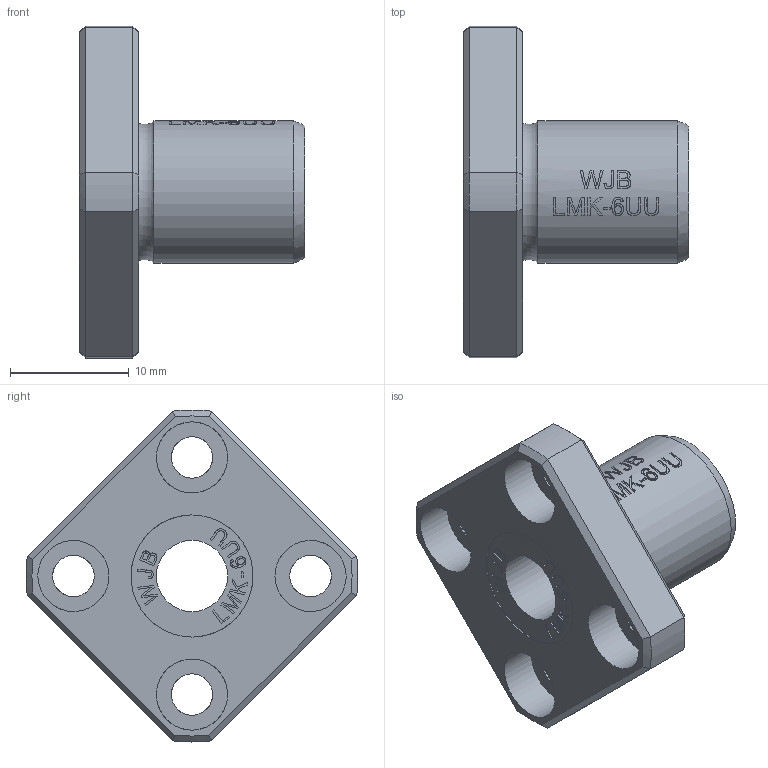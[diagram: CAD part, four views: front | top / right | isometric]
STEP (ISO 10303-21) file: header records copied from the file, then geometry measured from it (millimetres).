
FILE_DESCRIPTION(/* description */ (''),/* implementation_level */ '2;1');
FILE_NAME(/* name */ 'WJB-LMK-6UU.stp',/* time_stamp */ '2018-09-08T12:35:55+08:00',/* author */ (''),/* organization */ (''),/* preprocessor_version */ 'ST-DEVELOPER v11',/* originating_system */ 'SIEMENS UGS NX 6.0',/* authorisation */ '');
FILE_SCHEMA (('CONFIG_CONTROL_DESIGN'));
Length unit declared in the file: millimetre
Products named in the file (1): WJB-LMK-6UU
Bounding box: 19 x 27.98 x 28 mm (x, y, z)
Volume: 2934.3 mm3; surface area: 2404.2 mm2
Topology: 1 solids, 1 shells, 329 faces, 859 edges, 578 vertices
Faces by surface type: plane 206, extrusion 84, cylinder 29, cone 8, bspline 1, torus 1
Full cylindrical faces by diameter (mm): 3.5 x4, 6 x5, 10.3 x2, 12 x1
Entity records: 13068 total; most frequent: CARTESIAN_POINT 5504, ORIENTED_EDGE 1690, DIRECTION 1149, EDGE_CURVE 845, VERTEX_POINT 578, VECTOR 507, B_SPLINE_CURVE_WITH_KNOTS 430, LINE 423
